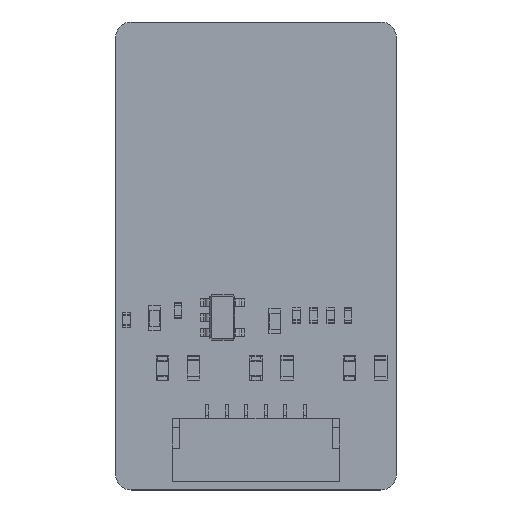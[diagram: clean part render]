
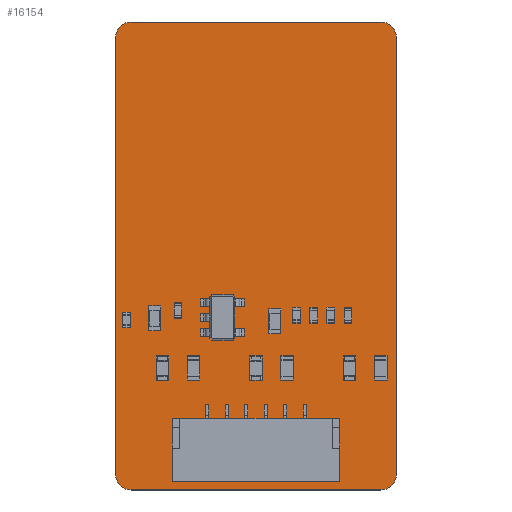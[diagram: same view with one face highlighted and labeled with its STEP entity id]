
A CAD part, top view. The second image highlights one B-rep face of the part: STEP entity #16154.
In plain terms, the highlighted planar face has unit normal (0, 0, 1).
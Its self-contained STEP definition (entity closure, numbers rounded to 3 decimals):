
#15889 = VERTEX_POINT('',#15890);
#15890 = CARTESIAN_POINT('',(178.,-80.5,1.6));
#15896 = EDGE_CURVE('',#15889,#15897,#15899,.T.);
#15897 = VERTEX_POINT('',#15898);
#15898 = CARTESIAN_POINT('',(179.,-81.5,1.6));
#15899 = CIRCLE('',#15900,1.);
#15900 = AXIS2_PLACEMENT_3D('',#15901,#15902,#15903);
#15901 = CARTESIAN_POINT('',(178.,-81.5,1.6));
#15902 = DIRECTION('',(0.,0.,-1.));
#15903 = DIRECTION('',(0.,1.,0.));
#15929 = EDGE_CURVE('',#15897,#15930,#15932,.T.);
#15930 = VERTEX_POINT('',#15931);
#15931 = CARTESIAN_POINT('',(179.,-109.5,1.6));
#15932 = LINE('',#15933,#15934);
#15933 = CARTESIAN_POINT('',(179.,-81.5,1.6));
#15934 = VECTOR('',#15935,1.);
#15935 = DIRECTION('',(0.,-1.,0.));
#15960 = EDGE_CURVE('',#15930,#15961,#15963,.T.);
#15961 = VERTEX_POINT('',#15962);
#15962 = CARTESIAN_POINT('',(178.,-110.5,1.6));
#15963 = CIRCLE('',#15964,1.);
#15964 = AXIS2_PLACEMENT_3D('',#15965,#15966,#15967);
#15965 = CARTESIAN_POINT('',(178.,-109.5,1.6));
#15966 = DIRECTION('',(0.,0.,-1.));
#15967 = DIRECTION('',(1.,0.,0.));
#15993 = EDGE_CURVE('',#15961,#15994,#15996,.T.);
#15994 = VERTEX_POINT('',#15995);
#15995 = CARTESIAN_POINT('',(162.,-110.5,1.6));
#15996 = LINE('',#15997,#15998);
#15997 = CARTESIAN_POINT('',(178.,-110.5,1.6));
#15998 = VECTOR('',#15999,1.);
#15999 = DIRECTION('',(-1.,0.,0.));
#16024 = EDGE_CURVE('',#15994,#16025,#16027,.T.);
#16025 = VERTEX_POINT('',#16026);
#16026 = CARTESIAN_POINT('',(161.,-109.5,1.6));
#16027 = CIRCLE('',#16028,1.);
#16028 = AXIS2_PLACEMENT_3D('',#16029,#16030,#16031);
#16029 = CARTESIAN_POINT('',(162.,-109.5,1.6));
#16030 = DIRECTION('',(0.,0.,-1.));
#16031 = DIRECTION('',(0.,-1.,0.));
#16057 = EDGE_CURVE('',#16025,#16058,#16060,.T.);
#16058 = VERTEX_POINT('',#16059);
#16059 = CARTESIAN_POINT('',(161.,-81.5,1.6));
#16060 = LINE('',#16061,#16062);
#16061 = CARTESIAN_POINT('',(161.,-109.5,1.6));
#16062 = VECTOR('',#16063,1.);
#16063 = DIRECTION('',(0.,1.,0.));
#16088 = EDGE_CURVE('',#16058,#16089,#16091,.T.);
#16089 = VERTEX_POINT('',#16090);
#16090 = CARTESIAN_POINT('',(162.,-80.5,1.6));
#16091 = CIRCLE('',#16092,1.);
#16092 = AXIS2_PLACEMENT_3D('',#16093,#16094,#16095);
#16093 = CARTESIAN_POINT('',(162.,-81.5,1.6));
#16094 = DIRECTION('',(0.,0.,-1.));
#16095 = DIRECTION('',(-1.,0.,-0.));
#16121 = EDGE_CURVE('',#16089,#15889,#16122,.T.);
#16122 = LINE('',#16123,#16124);
#16123 = CARTESIAN_POINT('',(162.,-80.5,1.6));
#16124 = VECTOR('',#16125,1.);
#16125 = DIRECTION('',(1.,0.,0.));
#16154 = ADVANCED_FACE('',(#16155),#16165,.F.);
#16155 = FACE_BOUND('',#16156,.F.);
#16156 = EDGE_LOOP('',(#16157,#16158,#16159,#16160,#16161,#16162,#16163,
    #16164));
#16157 = ORIENTED_EDGE('',*,*,#15896,.T.);
#16158 = ORIENTED_EDGE('',*,*,#15929,.T.);
#16159 = ORIENTED_EDGE('',*,*,#15960,.T.);
#16160 = ORIENTED_EDGE('',*,*,#15993,.T.);
#16161 = ORIENTED_EDGE('',*,*,#16024,.T.);
#16162 = ORIENTED_EDGE('',*,*,#16057,.T.);
#16163 = ORIENTED_EDGE('',*,*,#16088,.T.);
#16164 = ORIENTED_EDGE('',*,*,#16121,.T.);
#16165 = PLANE('',#16166);
#16166 = AXIS2_PLACEMENT_3D('',#16167,#16168,#16169);
#16167 = CARTESIAN_POINT('',(170.,-95.5,1.6));
#16168 = DIRECTION('',(-0.,-0.,-1.));
#16169 = DIRECTION('',(-1.,0.,0.));
